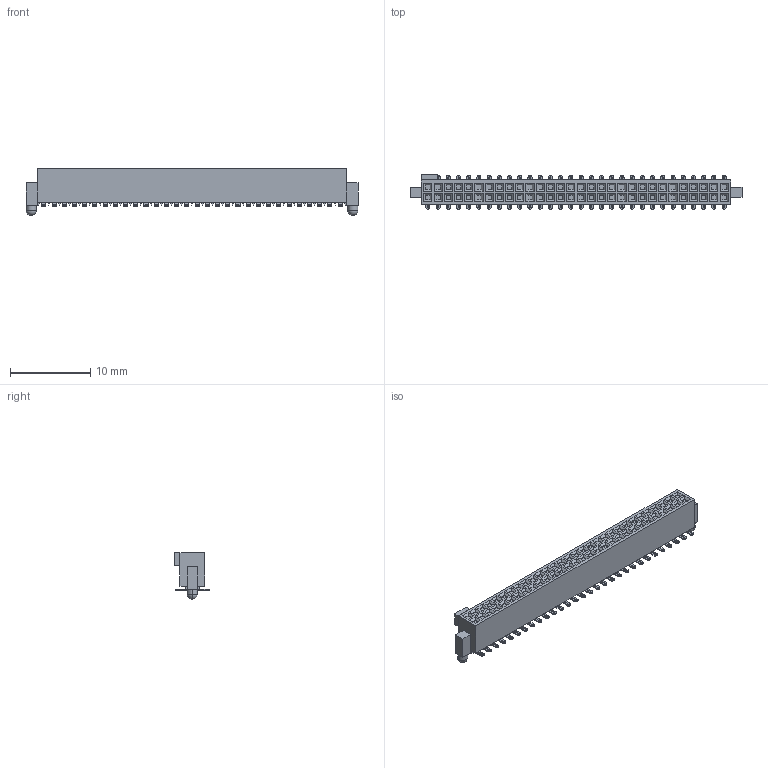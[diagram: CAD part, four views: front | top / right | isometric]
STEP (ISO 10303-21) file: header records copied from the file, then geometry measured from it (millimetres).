
FILE_DESCRIPTION((''),'2;1');
FILE_NAME('SFM-130-02-S-D-A.stp','2010-11-30T15:37:33',(''),(''),'Mechanical Desktop 2011','Mechanical Desktop 2011',', , ');
FILE_SCHEMA(('AUTOMOTIVE_DESIGN { 1 2 10303 214 1 1 1 1 }'));
Length unit declared in the file: millimetre
Products named in the file (1): Product
Bounding box: 41.27 x 4.25 x 5.84 mm (x, y, z)
Volume: 506 mm3; surface area: 907.3 mm2
Topology: 99 solids, 99 shells, 1995 faces, 4977 edges, 3236 vertices
Faces by surface type: bspline 912, plane 805, cylinder 274, sphere 4
Entity records: 62563 total; most frequent: CARTESIAN_POINT 16721, ORIENTED_EDGE 9946, DIRECTION 8237, EDGE_CURVE 4973, VECTOR 3877, LINE 3877, VERTEX_POINT 3236, AXIS2_PLACEMENT_3D 2180
